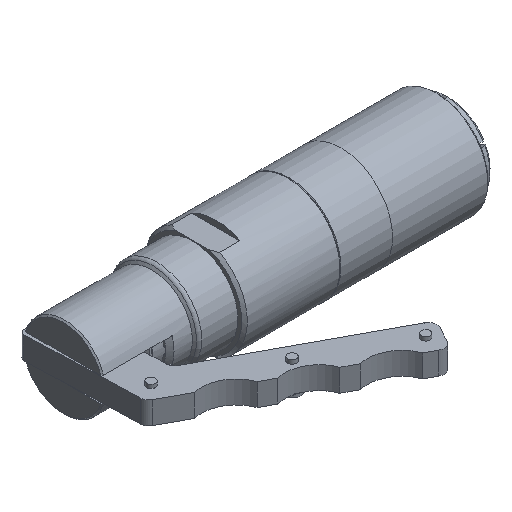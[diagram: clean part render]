
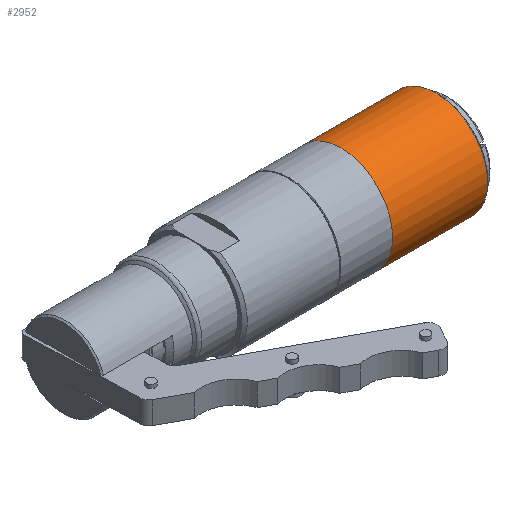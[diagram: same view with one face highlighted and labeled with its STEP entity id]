
A CAD part, isometric view. The second image highlights one B-rep face of the part: STEP entity #2952.
In plain terms, the highlighted cylindrical face has radius 18.796 mm (diameter 37.592 mm), a full revolution.
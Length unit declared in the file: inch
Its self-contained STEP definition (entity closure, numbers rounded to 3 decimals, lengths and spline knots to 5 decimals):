
#689=FACE_BOUND('',#1150,.T.);
#756=CYLINDRICAL_SURFACE('',#3284,0.74);
#908=FACE_OUTER_BOUND('',#1149,.T.);
#1149=EDGE_LOOP('',(#2650));
#1150=EDGE_LOOP('',(#2651));
#1340=CIRCLE('',#3281,0.74);
#1341=CIRCLE('',#3283,0.74);
#1607=VERTEX_POINT('',#5037);
#1608=VERTEX_POINT('',#5040);
#1965=EDGE_CURVE('',#1607,#1607,#1340,.T.);
#1966=EDGE_CURVE('',#1608,#1608,#1341,.T.);
#2650=ORIENTED_EDGE('',*,*,#1965,.T.);
#2651=ORIENTED_EDGE('',*,*,#1966,.F.);
#2952=ADVANCED_FACE('',(#908,#689),#756,.T.);
#3281=AXIS2_PLACEMENT_3D('',#5038,#4071,#4072);
#3283=AXIS2_PLACEMENT_3D('',#5041,#4075,#4076);
#3284=AXIS2_PLACEMENT_3D('',#5042,#4077,#4078);
#4071=DIRECTION('center_axis',(1.,0.,0.));
#4072=DIRECTION('ref_axis',(0.,1.,0.));
#4075=DIRECTION('center_axis',(1.,0.,0.));
#4076=DIRECTION('ref_axis',(0.,-1.,0.));
#4077=DIRECTION('center_axis',(1.,0.,0.));
#4078=DIRECTION('ref_axis',(0.,1.,0.));
#5037=CARTESIAN_POINT('',(2.539,-0.74,0.));
#5038=CARTESIAN_POINT('Origin',(2.539,0.,0.));
#5040=CARTESIAN_POINT('',(3.899,0.74,0.));
#5041=CARTESIAN_POINT('Origin',(3.899,0.,0.));
#5042=CARTESIAN_POINT('Origin',(2.859,0.,0.));
